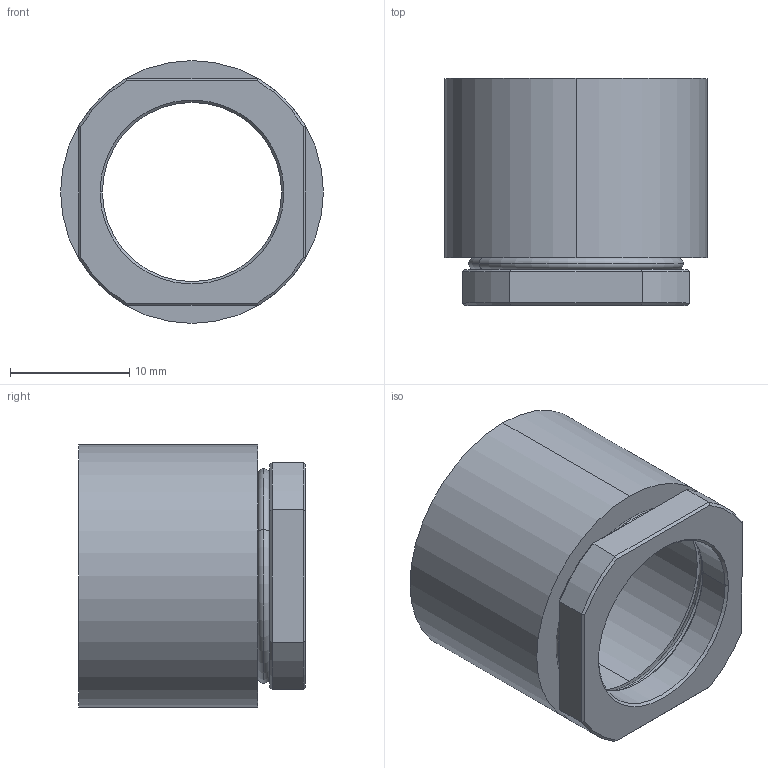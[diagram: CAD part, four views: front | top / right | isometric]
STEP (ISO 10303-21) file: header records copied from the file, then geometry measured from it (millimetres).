
FILE_DESCRIPTION (( 'STEP AP214' ), '1' );
FILE_NAME ('53904~0.STEP', '2019-05-24T10:28:50', ( '' ), ( '' ), 'SwSTEP 2.0', 'SolidWorks 2018', '' );
FILE_SCHEMA (( 'AUTOMOTIVE_DESIGN' ));
Length unit declared in the file: millimetre
Products named in the file (4): 49355~0_S; 53904~0; 25250~1; 11494~0
Assembly tree (3 placements, depth 2):
  53904~0
    49355~0_S
    11494~0
    25250~1
Bounding box: 22 x 19 x 22 mm (x, y, z)
Volume: 3198.7 mm3; surface area: 2949 mm2
Topology: 3 solids, 3 shells, 42 faces, 90 edges, 52 vertices
Faces by surface type: plane 16, cone 12, cylinder 10, torus 4
Entity records: 1326 total; most frequent: CARTESIAN_POINT 238, DIRECTION 210, ORIENTED_EDGE 180, EDGE_CURVE 90, AXIS2_PLACEMENT_3D 88, VERTEX_POINT 52, EDGE_LOOP 46, ADVANCED_FACE 42
